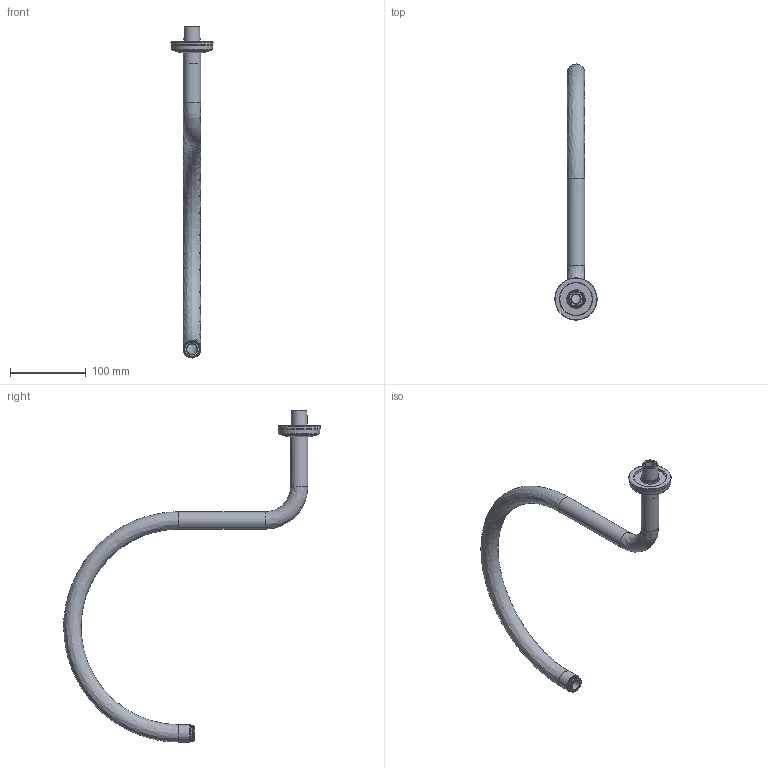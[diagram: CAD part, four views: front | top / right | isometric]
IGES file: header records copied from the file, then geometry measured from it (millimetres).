
Global section: file name: T10KA621-B; native system: Autodesk Inventor 2024; preprocessor: unknown; author: camerond; date: 20241114.125409; units: millimetre
Bounding box: 55.77 x 339.38 x 439.03 mm (x, y, z)
Volume: 130631.6 mm3; surface area: 111310 mm2
Topology: 6 solids, 6 shells, 77 faces, 196 edges, 138 vertices
Faces by surface type: bspline 77
